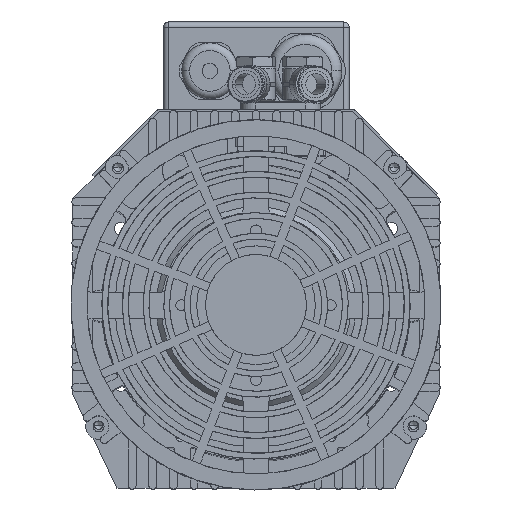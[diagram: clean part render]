
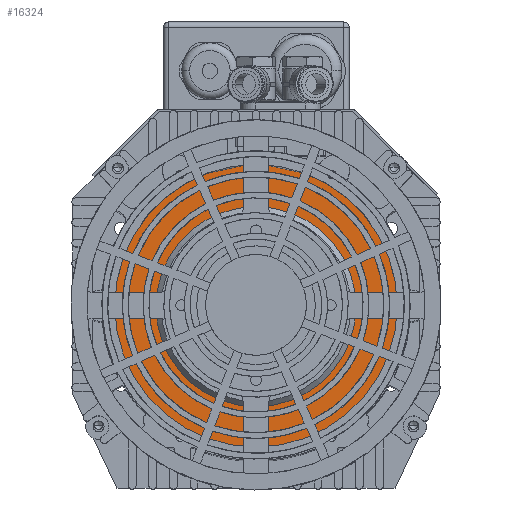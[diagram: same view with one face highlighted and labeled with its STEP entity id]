
A CAD part, top view. The second image highlights one B-rep face of the part: STEP entity #16324.
In plain terms, the highlighted face is planar.
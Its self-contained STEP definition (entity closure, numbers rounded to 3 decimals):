
#225 = CIRCLE ( 'NONE', #23816, 55.25 ) ;
#1304 = CARTESIAN_POINT ( 'NONE',  ( 60., 0., -38.751 ) ) ;
#4356 = ORIENTED_EDGE ( 'NONE', *, *, #8068, .T. ) ;
#4480 = AXIS2_PLACEMENT_3D ( 'NONE', #20424, #72128, #8154 ) ;
#6193 = EDGE_CURVE ( 'NONE', #68540, #72237, #24799, .T. ) ;
#6713 = FACE_BOUND ( 'NONE', #59728, .T. ) ;
#8068 = EDGE_CURVE ( 'NONE', #27557, #34497, #43405, .T. ) ;
#8154 = DIRECTION ( 'NONE',  ( 0., 0., -1. ) ) ;
#10777 = ORIENTED_EDGE ( 'NONE', *, *, #26522, .T. ) ;
#11738 = AXIS2_PLACEMENT_3D ( 'NONE', #31485, #25734, #37505 ) ;
#13709 = DIRECTION ( 'NONE',  ( 1., 0., 0. ) ) ;
#14545 = EDGE_LOOP ( 'NONE', ( #4356, #10777 ) ) ;
#16324 = ADVANCED_FACE ( 'NONE', ( #52430, #6713 ), #24752, .T. ) ;
#16793 = ORIENTED_EDGE ( 'NONE', *, *, #6193, .F. ) ;
#18741 = DIRECTION ( 'NONE',  ( 1., 0., 0. ) ) ;
#20424 = CARTESIAN_POINT ( 'NONE',  ( 60., 0., 0. ) ) ;
#23816 = AXIS2_PLACEMENT_3D ( 'NONE', #25610, #37621, #53916 ) ;
#24255 = DIRECTION ( 'NONE',  ( 0., 0., -1. ) ) ;
#24752 = PLANE ( 'NONE',  #26102 ) ;
#24799 = CIRCLE ( 'NONE', #60985, 38.751 ) ;
#25260 = DIRECTION ( 'NONE',  ( 0., 0., -1. ) ) ;
#25610 = CARTESIAN_POINT ( 'NONE',  ( 60., 0., 0. ) ) ;
#25734 = DIRECTION ( 'NONE',  ( 1., 0., 0. ) ) ;
#26102 = AXIS2_PLACEMENT_3D ( 'NONE', #40771, #18741, #24255 ) ;
#26522 = EDGE_CURVE ( 'NONE', #34497, #27557, #225, .T. ) ;
#27557 = VERTEX_POINT ( 'NONE', #70081 ) ;
#31485 = CARTESIAN_POINT ( 'NONE',  ( 60., 0., 0. ) ) ;
#34497 = VERTEX_POINT ( 'NONE', #49310 ) ;
#37505 = DIRECTION ( 'NONE',  ( 0., 0., -1. ) ) ;
#37621 = DIRECTION ( 'NONE',  ( 1., 0., 0. ) ) ;
#39604 = ORIENTED_EDGE ( 'NONE', *, *, #68020, .F. ) ;
#40771 = CARTESIAN_POINT ( 'NONE',  ( 60., 55.25, 0. ) ) ;
#43405 = CIRCLE ( 'NONE', #4480, 55.25 ) ;
#48071 = CARTESIAN_POINT ( 'NONE',  ( 60., 0., 0. ) ) ;
#49310 = CARTESIAN_POINT ( 'NONE',  ( 60., 0., 55.25 ) ) ;
#52430 = FACE_OUTER_BOUND ( 'NONE', #14545, .T. ) ;
#53916 = DIRECTION ( 'NONE',  ( 0., 0., -1. ) ) ;
#59728 = EDGE_LOOP ( 'NONE', ( #16793, #39604 ) ) ;
#60985 = AXIS2_PLACEMENT_3D ( 'NONE', #48071, #13709, #25260 ) ;
#65904 = CIRCLE ( 'NONE', #11738, 38.751 ) ;
#68020 = EDGE_CURVE ( 'NONE', #72237, #68540, #65904, .T. ) ;
#68540 = VERTEX_POINT ( 'NONE', #72545 ) ;
#70081 = CARTESIAN_POINT ( 'NONE',  ( 60., 0., -55.25 ) ) ;
#72128 = DIRECTION ( 'NONE',  ( 1., 0., 0. ) ) ;
#72237 = VERTEX_POINT ( 'NONE', #1304 ) ;
#72545 = CARTESIAN_POINT ( 'NONE',  ( 60., 0., 38.751 ) ) ;
